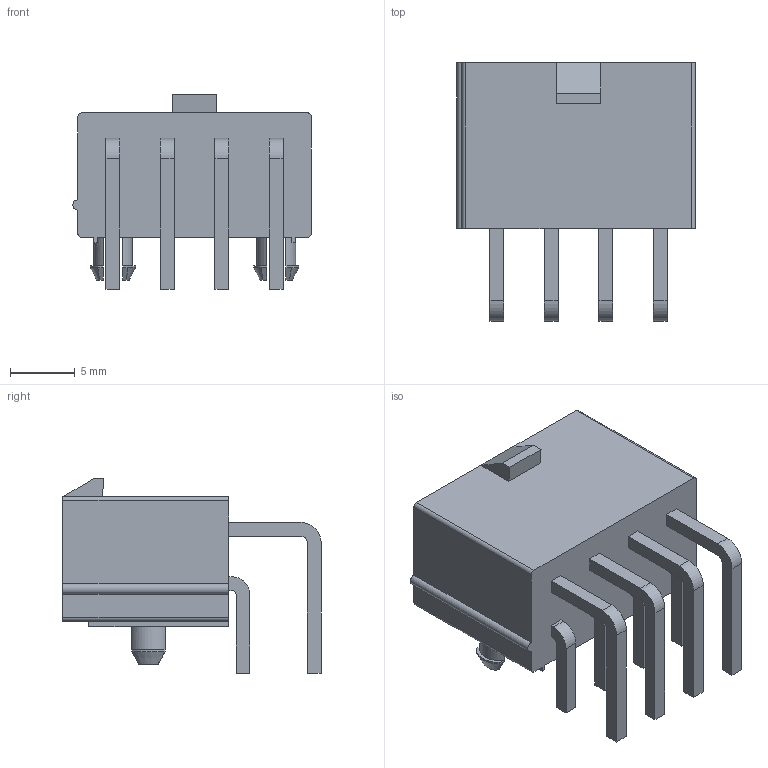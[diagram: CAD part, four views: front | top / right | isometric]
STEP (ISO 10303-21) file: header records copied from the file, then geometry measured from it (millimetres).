
FILE_DESCRIPTION((''),'2;1');
FILE_NAME('MOLEX_39-30-1080.stp','2013-11-20T15:00:33',(''),(''),'Mechanical Desktop 2011','Mechanical Desktop 2011',', , ');
FILE_SCHEMA(('AUTOMOTIVE_DESIGN { 1 2 10303 214 1 1 1 1 }'));
Length unit declared in the file: millimetre
Products named in the file (1): Product
Bounding box: 18.4 x 19.93 x 15 mm (x, y, z)
Volume: 1367.1 mm3; surface area: 2784.9 mm2
Topology: 17 solids, 17 shells, 245 faces, 583 edges, 382 vertices
Faces by surface type: plane 206, cylinder 29, bspline 6, cone 4
Entity records: 7001 total; most frequent: CARTESIAN_POINT 1237, ORIENTED_EDGE 1166, DIRECTION 1131, EDGE_CURVE 583, VECTOR 507, LINE 507, VERTEX_POINT 382, AXIS2_PLACEMENT_3D 312
